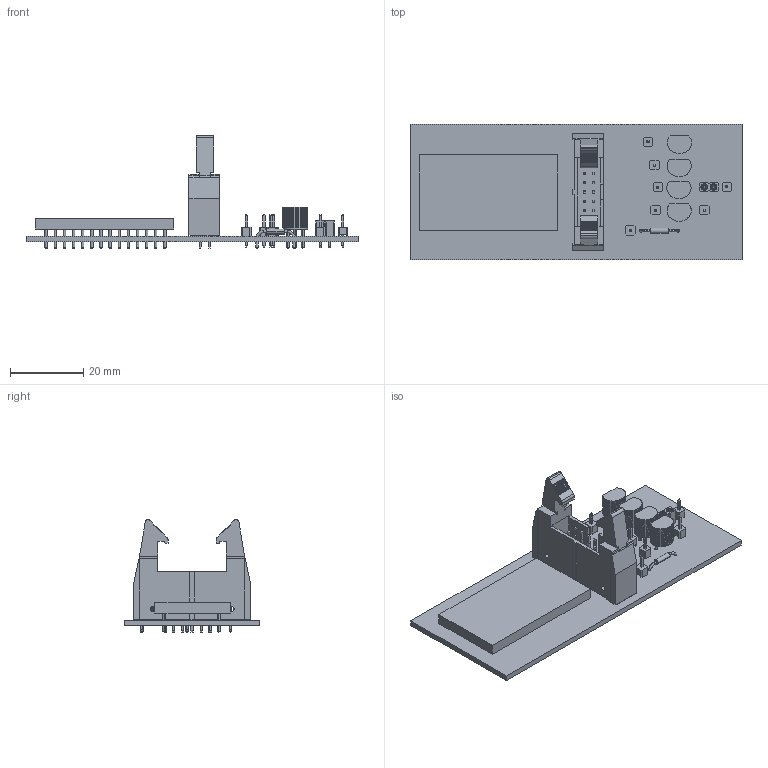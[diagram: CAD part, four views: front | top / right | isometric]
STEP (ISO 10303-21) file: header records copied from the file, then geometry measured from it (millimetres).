
FILE_DESCRIPTION(('PCB Model'),'2;1');
FILE_NAME('connector_prg_converter.STEP','2018-06-08T10:40:34',('godd'),( 'Unspecified'),'Open CASCADE STEP processor 6.8','Proteus','Unknown' );
FILE_SCHEMA(('CONFIG_CONTROL_DESIGN','SHAPE_APPEARANCE_LAYER_MIM'));
Length unit declared in the file: millimetre
Products named in the file (68): Open CASCADE STEP translator 6.8 1; Layer_1; J2; Open CASCADE STEP translator 6.8 1.2.1; Body_1; Q1; Open CASCADE STEP translator 6.8 1.3.1; Pin_1; Pin_2; Pin_3; J8; Open CASCADE STEP translator 6.8 1.4.1; J9; Open CASCADE STEP translator 6.8 1.5.1; Q2; J3; Open CASCADE STEP translator 6.8 1.7.1; Q3; J5; Open CASCADE STEP translator 6.8 1.9.1; Q4; J4; Open CASCADE STEP translator 6.8 1.11.1; R1; Open CASCADE STEP translator 6.8 1.12.1; J7; Open CASCADE STEP translator 6.8 1.13.1; JP1; Open CASCADE STEP translator 6.8 1.14.1; J6; Open CASCADE STEP translator 6.8 1.15.1; J1; Open CASCADE STEP translator 6.8 1.16.1; Pin_4; Pin_5; Pin_6; Pin_7; Pin_8; Pin_9; Pin_10 ...
Assembly tree (76 placements, depth 4):
  Open CASCADE STEP translator 6.8 1
    Layer_1
    J2
      Open CASCADE STEP translator 6.8 1.2.1
        Body_1
    Q1
      Open CASCADE STEP translator 6.8 1.3.1
        Body_1
        Pin_1
        Pin_2
        Pin_3
    J8
      Open CASCADE STEP translator 6.8 1.4.1
        Body_1
    J9
      Open CASCADE STEP translator 6.8 1.5.1
        Body_1
    Q2
      Open CASCADE STEP translator 6.8 1.3.1
        Body_1
        Pin_1
        Pin_2
        Pin_3
    J3
      Open CASCADE STEP translator 6.8 1.7.1
        Body_1
    Q3
      Open CASCADE STEP translator 6.8 1.3.1
        Body_1
        Pin_1
        Pin_2
        Pin_3
    J5
      Open CASCADE STEP translator 6.8 1.9.1
        Body_1
    Q4
      Open CASCADE STEP translator 6.8 1.3.1
        Body_1
        Pin_1
        Pin_2
        Pin_3
    J4
      Open CASCADE STEP translator 6.8 1.11.1
        Body_1
    R1
      Open CASCADE STEP translator 6.8 1.12.1
        Body_1
        Pin_1
        Pin_2
    J7
      Open CASCADE STEP translator 6.8 1.13.1
        Body_1
    JP1
      Open CASCADE STEP translator 6.8 1.14.1
        Body_1
    J6
      Open CASCADE STEP translator 6.8 1.15.1
        Body_1
    J1
      Open CASCADE STEP translator 6.8 1.16.1
Bounding box: 90.9 x 37 x 30.93 mm (x, y, z)
Volume: 11505 mm3; surface area: 13975.8 mm2
Topology: 58 solids, 58 shells, 1254 faces, 3264 edges, 1990 vertices
Faces by surface type: plane 738, cylinder 288, sphere 170, cone 40, bspline 8, torus 8, extrusion 2
Entity records: 33523 total; most frequent: CARTESIAN_POINT 5026, DIRECTION 4472, ORIENTED_EDGE 4238, EDGE_CURVE 2119, AXIS2_PLACEMENT_3D 1604, VERTEX_POINT 1366, VECTOR 1264, LINE 1262
